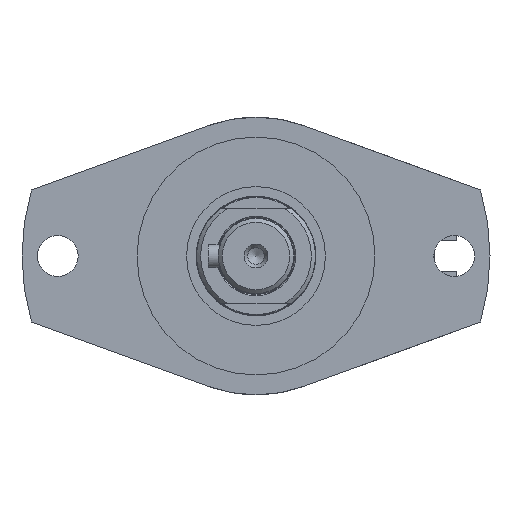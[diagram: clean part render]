
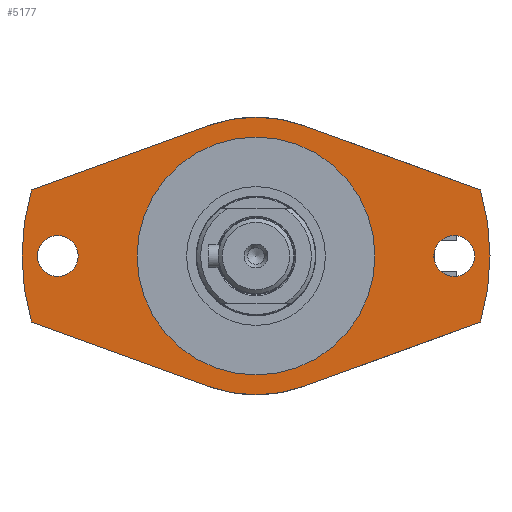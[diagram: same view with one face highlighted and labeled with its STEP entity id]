
A CAD part, left-side view. The second image highlights one B-rep face of the part: STEP entity #5177.
In plain terms, the highlighted planar face has unit normal (-1, 0, 0).
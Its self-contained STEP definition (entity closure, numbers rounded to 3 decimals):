
#289=LINE('',#8330,#655);
#292=LINE('',#8336,#658);
#296=LINE('',#8343,#662);
#299=LINE('',#8349,#665);
#655=VECTOR('',#6694,10.);
#658=VECTOR('',#6699,10.);
#662=VECTOR('',#6705,10.);
#665=VECTOR('',#6710,10.);
#1169=FACE_BOUND('',#1785,.T.);
#1170=FACE_BOUND('',#1786,.T.);
#1171=FACE_BOUND('',#1787,.T.);
#1263=PLANE('',#5668);
#1484=FACE_OUTER_BOUND('',#1784,.T.);
#1784=EDGE_LOOP('',(#4247,#4248,#4249,#4250,#4251,#4252,#4253,#4254));
#1785=EDGE_LOOP('',(#4255));
#1786=EDGE_LOOP('',(#4256));
#1787=EDGE_LOOP('',(#4257,#4258));
#2123=CIRCLE('',#5650,35.);
#2125=CIRCLE('',#5652,35.);
#2129=CIRCLE('',#5657,5.15);
#2132=CIRCLE('',#5661,5.15);
#2134=CIRCLE('',#5669,59.);
#2135=CIRCLE('',#5670,59.);
#2136=CIRCLE('',#5671,30.);
#2137=CIRCLE('',#5672,30.);
#2521=VERTEX_POINT('',#8295);
#2522=VERTEX_POINT('',#8297);
#2525=VERTEX_POINT('',#8303);
#2526=VERTEX_POINT('',#8305);
#2530=VERTEX_POINT('',#8315);
#2533=VERTEX_POINT('',#8323);
#2534=VERTEX_POINT('',#8327);
#2537=VERTEX_POINT('',#8335);
#2539=VERTEX_POINT('',#8341);
#2541=VERTEX_POINT('',#8346);
#2542=VERTEX_POINT('',#8355);
#2543=VERTEX_POINT('',#8356);
#3137=EDGE_CURVE('',#2522,#2521,#2123,.T.);
#3141=EDGE_CURVE('',#2526,#2525,#2125,.T.);
#3147=EDGE_CURVE('',#2530,#2530,#2129,.T.);
#3151=EDGE_CURVE('',#2533,#2533,#2132,.T.);
#3153=EDGE_CURVE('',#2521,#2534,#289,.T.);
#3156=EDGE_CURVE('',#2537,#2526,#292,.T.);
#3160=EDGE_CURVE('',#2525,#2539,#296,.T.);
#3163=EDGE_CURVE('',#2541,#2522,#299,.T.);
#3165=EDGE_CURVE('',#2537,#2534,#2134,.T.);
#3166=EDGE_CURVE('',#2541,#2539,#2135,.T.);
#3167=EDGE_CURVE('',#2542,#2543,#2136,.T.);
#3168=EDGE_CURVE('',#2543,#2542,#2137,.T.);
#4247=ORIENTED_EDGE('',*,*,#3163,.T.);
#4248=ORIENTED_EDGE('',*,*,#3137,.T.);
#4249=ORIENTED_EDGE('',*,*,#3153,.T.);
#4250=ORIENTED_EDGE('',*,*,#3165,.F.);
#4251=ORIENTED_EDGE('',*,*,#3156,.T.);
#4252=ORIENTED_EDGE('',*,*,#3141,.T.);
#4253=ORIENTED_EDGE('',*,*,#3160,.T.);
#4254=ORIENTED_EDGE('',*,*,#3166,.F.);
#4255=ORIENTED_EDGE('',*,*,#3147,.T.);
#4256=ORIENTED_EDGE('',*,*,#3151,.T.);
#4257=ORIENTED_EDGE('',*,*,#3167,.T.);
#4258=ORIENTED_EDGE('',*,*,#3168,.T.);
#5177=ADVANCED_FACE('',(#1484,#1169,#1170,#1171),#1263,.T.);
#5650=AXIS2_PLACEMENT_3D('',#8298,#6662,#6663);
#5652=AXIS2_PLACEMENT_3D('',#8306,#6668,#6669);
#5657=AXIS2_PLACEMENT_3D('',#8317,#6680,#6681);
#5661=AXIS2_PLACEMENT_3D('',#8325,#6689,#6690);
#5668=AXIS2_PLACEMENT_3D('',#8352,#6715,#6716);
#5669=AXIS2_PLACEMENT_3D('',#8353,#6717,#6718);
#5670=AXIS2_PLACEMENT_3D('',#8354,#6719,#6720);
#5671=AXIS2_PLACEMENT_3D('',#8357,#6721,#6722);
#5672=AXIS2_PLACEMENT_3D('',#8358,#6723,#6724);
#6662=DIRECTION('center_axis',(-1.,0.,0.));
#6663=DIRECTION('ref_axis',(0.,-0.342,0.94));
#6668=DIRECTION('center_axis',(-1.,0.,0.));
#6669=DIRECTION('ref_axis',(0.,0.342,-0.94));
#6680=DIRECTION('center_axis',(1.,0.,0.));
#6681=DIRECTION('ref_axis',(0.,0.,
-1.));
#6689=DIRECTION('center_axis',(1.,0.,0.));
#6690=DIRECTION('ref_axis',(0.,0.,
-1.));
#6694=DIRECTION('',(0.,-0.94,0.342));
#6699=DIRECTION('',(0.,0.94,0.342));
#6705=DIRECTION('',(0.,0.94,-0.342));
#6710=DIRECTION('',(0.,-0.94,-0.342));
#6715=DIRECTION('center_axis',(-1.,0.,0.));
#6716=DIRECTION('ref_axis',(0.,0.,1.));
#6717=DIRECTION('center_axis',(1.,0.,0.));
#6718=DIRECTION('ref_axis',(0.,1.,0.));
#6719=DIRECTION('center_axis',(1.,0.,0.));
#6720=DIRECTION('ref_axis',(0.,1.,0.));
#6721=DIRECTION('center_axis',(1.,0.,0.));
#6722=DIRECTION('ref_axis',(0.,1.,0.));
#6723=DIRECTION('center_axis',(1.,0.,0.));
#6724=DIRECTION('ref_axis',(0.,1.,0.));
#8295=CARTESIAN_POINT('',(-180.,-11.971,-32.889));
#8297=CARTESIAN_POINT('',(-180.,11.971,-32.889));
#8298=CARTESIAN_POINT('Origin',(-180.,0.,0.));
#8303=CARTESIAN_POINT('',(-180.,11.971,32.889));
#8305=CARTESIAN_POINT('',(-180.,-11.971,32.889));
#8306=CARTESIAN_POINT('Origin',(-180.,0.,0.));
#8315=CARTESIAN_POINT('',(-180.,-50.,5.15));
#8317=CARTESIAN_POINT('Origin',(-180.,-50.,0.));
#8323=CARTESIAN_POINT('',(-180.,50.,5.15));
#8325=CARTESIAN_POINT('Origin',(-180.,50.,0.));
#8327=CARTESIAN_POINT('',(-180.,-56.604,-16.644));
#8330=CARTESIAN_POINT('',(-180.,7.677,-40.04));
#8335=CARTESIAN_POINT('',(-180.,-56.604,16.644));
#8336=CARTESIAN_POINT('',(-180.,-37.505,23.596));
#8341=CARTESIAN_POINT('',(-180.,56.604,16.644));
#8343=CARTESIAN_POINT('',(-180.,31.618,25.738));
#8346=CARTESIAN_POINT('',(-180.,56.604,-16.644));
#8349=CARTESIAN_POINT('',(-180.,76.799,-9.294));
#8352=CARTESIAN_POINT('Origin',(-180.,44.5,0.));
#8353=CARTESIAN_POINT('Origin',(-180.,0.,0.));
#8354=CARTESIAN_POINT('Origin',(-180.,0.,0.));
#8355=CARTESIAN_POINT('',(-180.,30.,0.));
#8356=CARTESIAN_POINT('',(-180.,-30.,0.));
#8357=CARTESIAN_POINT('Origin',(-180.,0.,0.));
#8358=CARTESIAN_POINT('Origin',(-180.,0.,0.));
